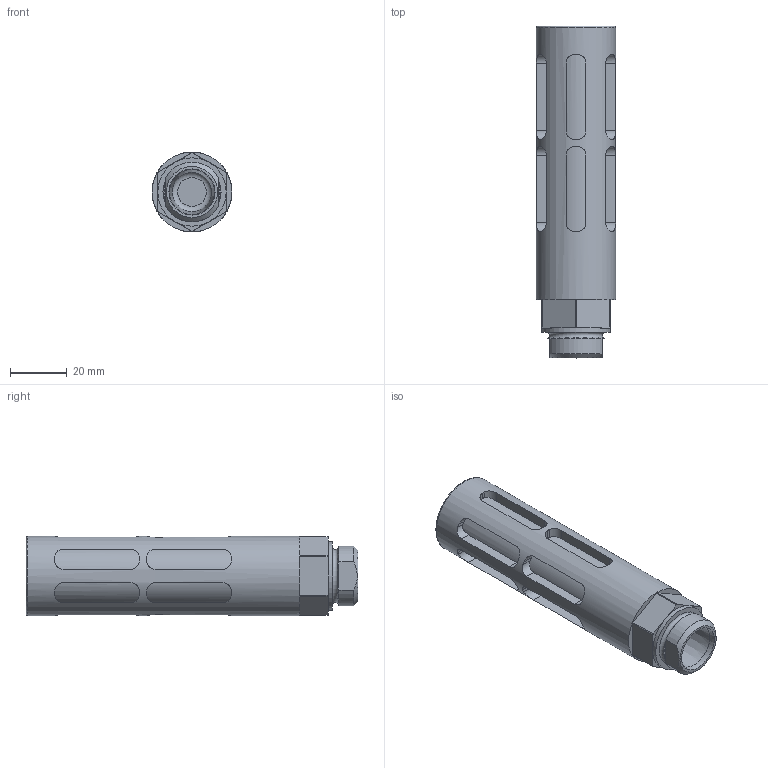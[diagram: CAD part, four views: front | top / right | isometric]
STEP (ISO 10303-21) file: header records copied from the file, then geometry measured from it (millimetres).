
FILE_DESCRIPTION(/* description */ ('STEP AP214'),/* implementation_level */ '2;1');
FILE_NAME(/* name */ '6844_U-1_2-B',/* time_stamp */ '2024-09-10T17:21:59+02:00',/* author */ ('License CC BY-ND 4.0'),/* organization */ ('CADENAS'),/* preprocessor_version */ 'ST-DEVELOPER v19.3',/* originating_system */ 'PARTsolutions',/* authorisation */ ' ');
FILE_SCHEMA (('AP242_MANAGED_MODEL_BASED_3D_ENGINEERING_MIM_LF { 1 0 10303 442 3 1 4 }','AUTOMOTIVE_DESIGN {1 0 10303 214 3 1 1}'));
Length unit declared in the file: millimetre
Products named in the file (1): 6844 U-1/2-B
Bounding box: 28 x 116.5 x 28 mm (x, y, z)
Volume: 41269.4 mm3; surface area: 20352.5 mm2
Topology: 1 solids, 1 shells, 167 faces, 452 edges, 294 vertices
Faces by surface type: plane 81, cylinder 70, cone 11, torus 5
Full cylindrical faces by diameter (mm): 6 x1, 14.1 x1, 21.1 x1, 22.5 x1, 23.15 x1, 24 x2, 28 x1
Entity records: 6484 total; most frequent: CARTESIAN_POINT 1354, ORIENTED_EDGE 840, DIRECTION 750, EDGE_CURVE 420, VERTEX_POINT 282, AXIS2_PLACEMENT_3D 276, EDGE_LOOP 206, FACE_BOUND 206
